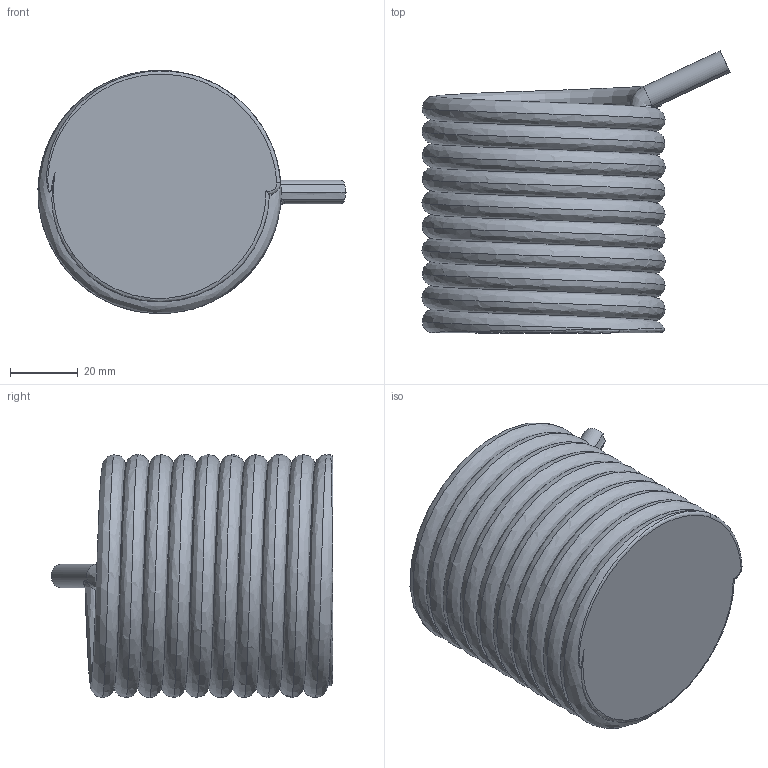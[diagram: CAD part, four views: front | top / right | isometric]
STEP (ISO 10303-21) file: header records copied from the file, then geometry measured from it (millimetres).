
FILE_DESCRIPTION(/* description */ (''),/* implementation_level */ '2;1');
FILE_NAME(/* name */ 'Straw Cup v2.step',/* time_stamp */ '2020-04-12T05:40:11+02:00',/* author */ (''),/* organization */ (''),/* preprocessor_version */ 'ST-DEVELOPER v18',/* originating_system */ 'Autodesk Translation Framework v8.12.0.6',/* authorisation */ '');
FILE_SCHEMA (('AUTOMOTIVE_DESIGN { 1 0 10303 214 3 1 1 }'));
Length unit declared in the file: millimetre
Products named in the file (1): Straw Cup
Bounding box: 91.15 x 83.41 x 71.99 mm (x, y, z)
Volume: 89269.4 mm3; surface area: 47936 mm2
Topology: 1 solids, 1 shells, 81 faces, 236 edges, 156 vertices
Faces by surface type: bspline 43, cylinder 24, plane 10, torus 4
Full cylindrical faces by diameter (mm): 4 x2, 66 x8
Entity records: 10135 total; most frequent: CARTESIAN_POINT 8389, ORIENTED_EDGE 476, EDGE_CURVE 238, B_SPLINE_CURVE_WITH_KNOTS 175, DIRECTION 173, VERTEX_POINT 158, EDGE_LOOP 82, FACE_OUTER_BOUND 81
